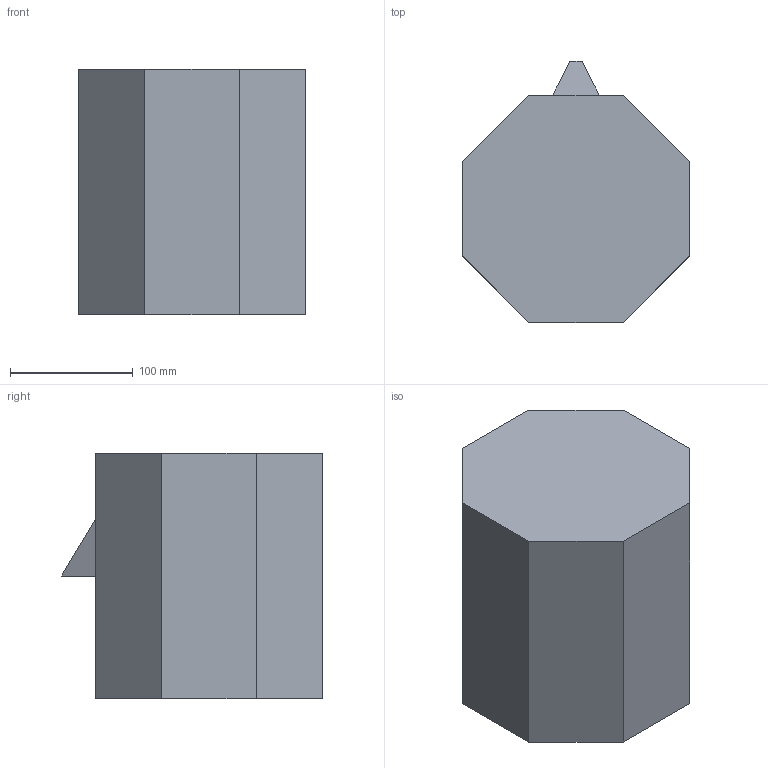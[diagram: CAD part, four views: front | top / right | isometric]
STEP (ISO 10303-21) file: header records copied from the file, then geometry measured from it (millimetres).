
FILE_DESCRIPTION(('FreeCAD Model'),'2;1');
FILE_NAME('Open CASCADE Shape Model','2023-08-15T14:13:58',('Author'),( ''),'Open CASCADE STEP processor 7.6','FreeCAD','Unknown');
FILE_SCHEMA(('AUTOMOTIVE_DESIGN { 1 0 10303 214 1 1 1 1 }'));
Length unit declared in the file: millimetre
Products named in the file (1): Fusion
Bounding box: 184.78 x 212.39 x 200 mm (x, y, z)
Volume: 5674903.4 mm3; surface area: 180652 mm2
Topology: 1 solids, 1 shells, 16 faces, 41 edges, 30 vertices
Faces by surface type: plane 16
Entity records: 511 total; most frequent: CARTESIAN_POINT 88, ORIENTED_EDGE 82, DIRECTION 75, EDGE_CURVE 41, LINE 41, VECTOR 41, VERTEX_POINT 30, FACE_BOUND 19
